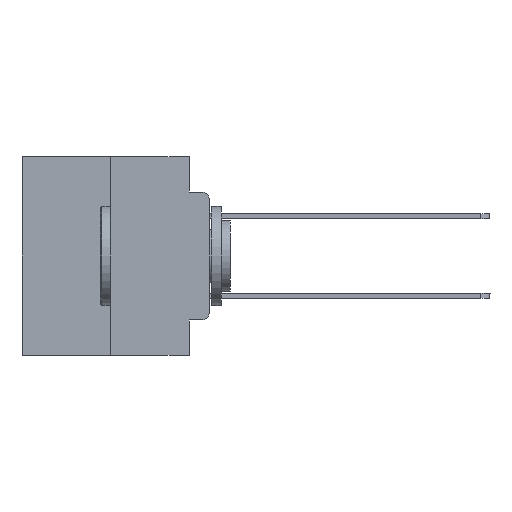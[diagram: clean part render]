
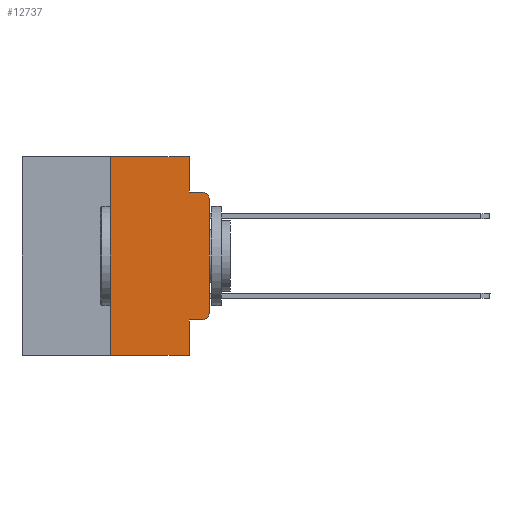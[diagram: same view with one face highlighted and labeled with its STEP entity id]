
A CAD part, left-side view. The second image highlights one B-rep face of the part: STEP entity #12737.
In plain terms, the highlighted planar face has unit normal (-1, 0, 0).
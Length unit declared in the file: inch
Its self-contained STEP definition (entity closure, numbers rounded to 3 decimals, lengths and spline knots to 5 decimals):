
#1091 = CARTESIAN_POINT ( 'NONE',  ( 0., 0.051, -0.4115 ) ) ;
#1739 = DIRECTION ( 'NONE',  ( -1., 0., 0. ) ) ;
#2766 = EDGE_CURVE ( 'NONE', #24805, #12639, #10647, .T. ) ;
#3552 = DIRECTION ( 'NONE',  ( 0., 0., -1. ) ) ;
#4114 = CARTESIAN_POINT ( 'NONE',  ( 0., 0.051, 0. ) ) ;
#5068 = VERTEX_POINT ( 'NONE', #13936 ) ;
#5174 = EDGE_CURVE ( 'NONE', #12639, #16267, #20229, .T. ) ;
#5235 = ORIENTED_EDGE ( 'NONE', *, *, #2766, .T. ) ;
#6204 = LINE ( 'NONE', #4114, #18874 ) ;
#6253 = EDGE_CURVE ( 'NONE', #7476, #23689, #6753, .T. ) ;
#6434 = CARTESIAN_POINT ( 'NONE',  ( 0., 0.051, -0.0885 ) ) ;
#6525 = ORIENTED_EDGE ( 'NONE', *, *, #6253, .F. ) ;
#6644 = CARTESIAN_POINT ( 'NONE',  ( 0., 0.051, 0. ) ) ;
#6753 = LINE ( 'NONE', #26134, #22945 ) ;
#7476 = VERTEX_POINT ( 'NONE', #23522 ) ;
#7509 = ORIENTED_EDGE ( 'NONE', *, *, #14570, .T. ) ;
#7581 = DIRECTION ( 'NONE',  ( -1., 0., 0. ) ) ;
#7972 = VECTOR ( 'NONE', #18019, 39.37008 ) ;
#8544 = DIRECTION ( 'NONE',  ( 0., 0., 1. ) ) ;
#9261 = DIRECTION ( 'NONE',  ( 0., -1., 0. ) ) ;
#9412 = CARTESIAN_POINT ( 'NONE',  ( 0., 0.25, 0. ) ) ;
#9456 = AXIS2_PLACEMENT_3D ( 'NONE', #16309, #1739, #3552 ) ;
#9998 = VERTEX_POINT ( 'NONE', #1091 ) ;
#10265 = ORIENTED_EDGE ( 'NONE', *, *, #14398, .F. ) ;
#10647 = LINE ( 'NONE', #14599, #21391 ) ;
#11338 = ORIENTED_EDGE ( 'NONE', *, *, #19195, .F. ) ;
#11534 = LINE ( 'NONE', #9412, #25144 ) ;
#12090 = CARTESIAN_POINT ( 'NONE',  ( 0., 0.02, -0.3915 ) ) ;
#12193 = CARTESIAN_POINT ( 'NONE',  ( 0., 0.051, 0. ) ) ;
#12639 = VERTEX_POINT ( 'NONE', #18514 ) ;
#12676 = DIRECTION ( 'NONE',  ( 0., 0., -1. ) ) ;
#12737 = ADVANCED_FACE ( 'NONE', ( #18381 ), #13770, .F. ) ;
#12972 = VERTEX_POINT ( 'NONE', #6434 ) ;
#13138 = LINE ( 'NONE', #19574, #21635 ) ;
#13770 = PLANE ( 'NONE',  #20053 ) ;
#13799 = VERTEX_POINT ( 'NONE', #20843 ) ;
#13911 = CARTESIAN_POINT ( 'NONE',  ( 0., 0.473, 0. ) ) ;
#13936 = CARTESIAN_POINT ( 'NONE',  ( 0., 0.051, -0.5 ) ) ;
#14148 = DIRECTION ( 'NONE',  ( 0., 0., -1. ) ) ;
#14398 = EDGE_CURVE ( 'NONE', #12972, #16267, #26676, .T. ) ;
#14570 = EDGE_CURVE ( 'NONE', #18264, #24805, #17825, .T. ) ;
#14599 = CARTESIAN_POINT ( 'NONE',  ( 0., 0., 0. ) ) ;
#15287 = EDGE_CURVE ( 'NONE', #13799, #5068, #26438, .T. ) ;
#16267 = VERTEX_POINT ( 'NONE', #26095 ) ;
#16309 = CARTESIAN_POINT ( 'NONE',  ( 0., 0.02, -0.1085 ) ) ;
#16933 = EDGE_CURVE ( 'NONE', #13799, #7476, #11534, .T. ) ;
#16941 = DIRECTION ( 'NONE',  ( 0., -1., 0. ) ) ;
#17512 = ORIENTED_EDGE ( 'NONE', *, *, #22941, .F. ) ;
#17714 = DIRECTION ( 'NONE',  ( 0., 0., 1. ) ) ;
#17825 = CIRCLE ( 'NONE', #23936, 0.02 ) ;
#18019 = DIRECTION ( 'NONE',  ( 0., -1., 0. ) ) ;
#18115 = CARTESIAN_POINT ( 'NONE',  ( 0., 0.051, -0.0885 ) ) ;
#18264 = VERTEX_POINT ( 'NONE', #19714 ) ;
#18381 = FACE_OUTER_BOUND ( 'NONE', #24526, .T. ) ;
#18506 = ORIENTED_EDGE ( 'NONE', *, *, #16933, .F. ) ;
#18514 = CARTESIAN_POINT ( 'NONE',  ( 0., 0., -0.1085 ) ) ;
#18874 = VECTOR ( 'NONE', #12676, 39.37008 ) ;
#19195 = EDGE_CURVE ( 'NONE', #23689, #12972, #22698, .T. ) ;
#19303 = CARTESIAN_POINT ( 'NONE',  ( 0., 0., -0.3915 ) ) ;
#19574 = CARTESIAN_POINT ( 'NONE',  ( 0., 0.051, -0.4115 ) ) ;
#19714 = CARTESIAN_POINT ( 'NONE',  ( 0., 0.02, -0.4115 ) ) ;
#20053 = AXIS2_PLACEMENT_3D ( 'NONE', #13911, #22457, #26933 ) ;
#20229 = CIRCLE ( 'NONE', #9456, 0.02 ) ;
#20408 = CARTESIAN_POINT ( 'NONE',  ( 0., 0.473, -0.5 ) ) ;
#20502 = DIRECTION ( 'NONE',  ( 0., 0., -1. ) ) ;
#20843 = CARTESIAN_POINT ( 'NONE',  ( 0., 0.25, -0.5 ) ) ;
#21021 = VECTOR ( 'NONE', #9261, 39.37008 ) ;
#21027 = VECTOR ( 'NONE', #14148, 39.37008 ) ;
#21391 = VECTOR ( 'NONE', #8544, 39.37008 ) ;
#21635 = VECTOR ( 'NONE', #16941, 39.37008 ) ;
#22457 = DIRECTION ( 'NONE',  ( 1., 0., 0. ) ) ;
#22698 = LINE ( 'NONE', #12193, #21027 ) ;
#22941 = EDGE_CURVE ( 'NONE', #9998, #5068, #6204, .T. ) ;
#22945 = VECTOR ( 'NONE', #26002, 39.37008 ) ;
#23522 = CARTESIAN_POINT ( 'NONE',  ( 0., 0.25, 0. ) ) ;
#23689 = VERTEX_POINT ( 'NONE', #6644 ) ;
#23936 = AXIS2_PLACEMENT_3D ( 'NONE', #12090, #7581, #20502 ) ;
#24526 = EDGE_LOOP ( 'NONE', ( #5235, #25257, #10265, #11338, #6525, #18506, #27017, #17512, #27289, #7509 ) ) ;
#24750 = EDGE_CURVE ( 'NONE', #9998, #18264, #13138, .T. ) ;
#24805 = VERTEX_POINT ( 'NONE', #19303 ) ;
#25144 = VECTOR ( 'NONE', #17714, 39.37008 ) ;
#25257 = ORIENTED_EDGE ( 'NONE', *, *, #5174, .T. ) ;
#26002 = DIRECTION ( 'NONE',  ( 0., -1., 0. ) ) ;
#26095 = CARTESIAN_POINT ( 'NONE',  ( 0., 0.02, -0.0885 ) ) ;
#26134 = CARTESIAN_POINT ( 'NONE',  ( 0., 0.473, 0. ) ) ;
#26438 = LINE ( 'NONE', #20408, #7972 ) ;
#26676 = LINE ( 'NONE', #18115, #21021 ) ;
#26933 = DIRECTION ( 'NONE',  ( 0., 0., -1. ) ) ;
#27017 = ORIENTED_EDGE ( 'NONE', *, *, #15287, .T. ) ;
#27289 = ORIENTED_EDGE ( 'NONE', *, *, #24750, .T. ) ;
